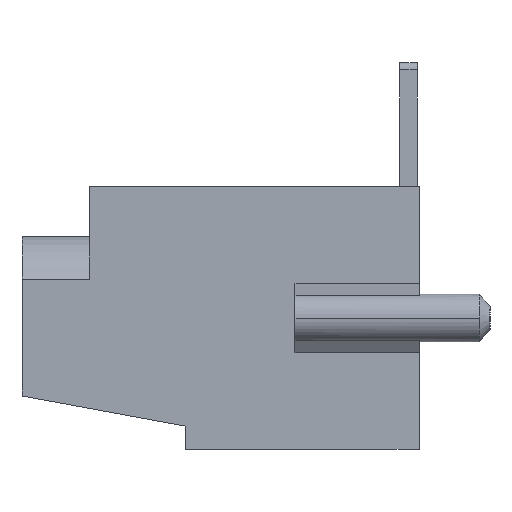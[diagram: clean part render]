
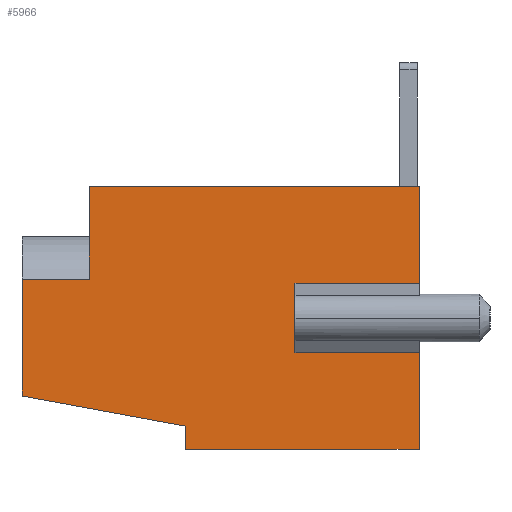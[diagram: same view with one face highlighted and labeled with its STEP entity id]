
A CAD part, left-side view. The second image highlights one B-rep face of the part: STEP entity #5966.
In plain terms, the highlighted planar face has unit normal (-1, 0, 0).
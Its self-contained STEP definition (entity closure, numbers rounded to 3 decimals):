
#7 = CARTESIAN_POINT ( 'NONE',  ( -3.6, 3.7, -4.65 ) ) ;
#17 = VERTEX_POINT ( 'NONE', #1161 ) ;
#129 = DIRECTION ( 'NONE',  ( 0., -0.182, 0.983 ) ) ;
#147 = VECTOR ( 'NONE', #6260, 1000. ) ;
#222 = ORIENTED_EDGE ( 'NONE', *, *, #1363, .F. ) ;
#498 = ORIENTED_EDGE ( 'NONE', *, *, #2930, .F. ) ;
#558 = AXIS2_PLACEMENT_3D ( 'NONE', #3341, #4396, #5015 ) ;
#567 = CARTESIAN_POINT ( 'NONE',  ( -3.6, 0., 4.65 ) ) ;
#713 = LINE ( 'NONE', #1278, #5121 ) ;
#820 = VERTEX_POINT ( 'NONE', #6390 ) ;
#932 = VECTOR ( 'NONE', #4343, 1000. ) ;
#986 = DIRECTION ( 'NONE',  ( 0., 0., -1. ) ) ;
#1009 = VECTOR ( 'NONE', #2351, 1000. ) ;
#1161 = CARTESIAN_POINT ( 'NONE',  ( -3.6, -3.7, 4.65 ) ) ;
#1278 = CARTESIAN_POINT ( 'NONE',  ( -3.6, 0.975, 0. ) ) ;
#1303 = CARTESIAN_POINT ( 'NONE',  ( -3.6, 0.975, -1.15 ) ) ;
#1306 = ORIENTED_EDGE ( 'NONE', *, *, #5008, .F. ) ;
#1337 = CARTESIAN_POINT ( 'NONE',  ( -3.6, 3.05, 1.95 ) ) ;
#1363 = EDGE_CURVE ( 'NONE', #1793, #6389, #1589, .T. ) ;
#1465 = ORIENTED_EDGE ( 'NONE', *, *, #4069, .F. ) ;
#1589 = LINE ( 'NONE', #5816, #147 ) ;
#1608 = LINE ( 'NONE', #1749, #3054 ) ;
#1696 = CARTESIAN_POINT ( 'NONE',  ( -3.6, -1.1, 6.55 ) ) ;
#1703 = VECTOR ( 'NONE', #6504, 1000. ) ;
#1726 = DIRECTION ( 'NONE',  ( 0., 0., 1. ) ) ;
#1734 = EDGE_CURVE ( 'NONE', #17, #6607, #6570, .T. ) ;
#1747 = CARTESIAN_POINT ( 'NONE',  ( -3.6, -3.7, -4.65 ) ) ;
#1749 = CARTESIAN_POINT ( 'NONE',  ( -3.6, -0.975, 0. ) ) ;
#1793 = VERTEX_POINT ( 'NONE', #2639 ) ;
#1799 = CARTESIAN_POINT ( 'NONE',  ( -3.6, -0.975, -4.65 ) ) ;
#1858 = DIRECTION ( 'NONE',  ( 0., 0., -1. ) ) ;
#2081 = DIRECTION ( 'NONE',  ( 0., 1., 0. ) ) ;
#2253 = VERTEX_POINT ( 'NONE', #3528 ) ;
#2342 = VECTOR ( 'NONE', #2822, 1000. ) ;
#2351 = DIRECTION ( 'NONE',  ( 0., 0., 1. ) ) ;
#2531 = EDGE_CURVE ( 'NONE', #6607, #3811, #3960, .T. ) ;
#2555 = LINE ( 'NONE', #6648, #1009 ) ;
#2639 = CARTESIAN_POINT ( 'NONE',  ( -3.6, 2.2, 6.55 ) ) ;
#2723 = ORIENTED_EDGE ( 'NONE', *, *, #1734, .F. ) ;
#2732 = VECTOR ( 'NONE', #2081, 1000. ) ;
#2812 = PLANE ( 'NONE',  #558 ) ;
#2822 = DIRECTION ( 'NONE',  ( 0., 1., 0. ) ) ;
#2915 = VECTOR ( 'NONE', #3068, 1000. ) ;
#2930 = EDGE_CURVE ( 'NONE', #4003, #6662, #2979, .T. ) ;
#2969 = EDGE_CURVE ( 'NONE', #3706, #4369, #5434, .T. ) ;
#2979 = LINE ( 'NONE', #6385, #2732 ) ;
#3054 = VECTOR ( 'NONE', #1726, 1000. ) ;
#3068 = DIRECTION ( 'NONE',  ( 0., 0., -1. ) ) ;
#3234 = ORIENTED_EDGE ( 'NONE', *, *, #6177, .F. ) ;
#3288 = ORIENTED_EDGE ( 'NONE', *, *, #3614, .T. ) ;
#3341 = CARTESIAN_POINT ( 'NONE',  ( -3.6, 0., 0. ) ) ;
#3492 = FACE_OUTER_BOUND ( 'NONE', #6157, .T. ) ;
#3528 = CARTESIAN_POINT ( 'NONE',  ( -3.6, -1.1, 4.65 ) ) ;
#3534 = CARTESIAN_POINT ( 'NONE',  ( -3.6, -0.975, -1.15 ) ) ;
#3614 = EDGE_CURVE ( 'NONE', #5275, #820, #4483, .T. ) ;
#3706 = VERTEX_POINT ( 'NONE', #5481 ) ;
#3721 = EDGE_CURVE ( 'NONE', #3811, #4003, #1608, .T. ) ;
#3756 = EDGE_CURVE ( 'NONE', #4369, #820, #2555, .T. ) ;
#3811 = VERTEX_POINT ( 'NONE', #1799 ) ;
#3879 = ORIENTED_EDGE ( 'NONE', *, *, #5151, .F. ) ;
#3915 = VECTOR ( 'NONE', #5279, 1000. ) ;
#3960 = LINE ( 'NONE', #5856, #2342 ) ;
#4003 = VERTEX_POINT ( 'NONE', #3534 ) ;
#4069 = EDGE_CURVE ( 'NONE', #6662, #3706, #713, .T. ) ;
#4343 = DIRECTION ( 'NONE',  ( 0., 1., 0. ) ) ;
#4369 = VERTEX_POINT ( 'NONE', #7 ) ;
#4396 = DIRECTION ( 'NONE',  ( 1., 0., 0. ) ) ;
#4422 = ORIENTED_EDGE ( 'NONE', *, *, #2969, .F. ) ;
#4483 = LINE ( 'NONE', #6561, #932 ) ;
#4622 = CARTESIAN_POINT ( 'NONE',  ( -3.6, -1.1, 0. ) ) ;
#4762 = CARTESIAN_POINT ( 'NONE',  ( -3.6, -3.7, 0. ) ) ;
#5008 = EDGE_CURVE ( 'NONE', #2253, #17, #5785, .T. ) ;
#5015 = DIRECTION ( 'NONE',  ( 0., 0., -1. ) ) ;
#5041 = CARTESIAN_POINT ( 'NONE',  ( -3.6, 3.05, 1.95 ) ) ;
#5098 = VECTOR ( 'NONE', #129, 1000. ) ;
#5121 = VECTOR ( 'NONE', #1858, 1000. ) ;
#5151 = EDGE_CURVE ( 'NONE', #5275, #1793, #6112, .T. ) ;
#5275 = VERTEX_POINT ( 'NONE', #1337 ) ;
#5279 = DIRECTION ( 'NONE',  ( 0., 1., 0. ) ) ;
#5434 = LINE ( 'NONE', #6449, #3915 ) ;
#5476 = ORIENTED_EDGE ( 'NONE', *, *, #3721, .F. ) ;
#5481 = CARTESIAN_POINT ( 'NONE',  ( -3.6, 0.975, -4.65 ) ) ;
#5785 = LINE ( 'NONE', #567, #1703 ) ;
#5816 = CARTESIAN_POINT ( 'NONE',  ( -3.6, 0., 6.55 ) ) ;
#5856 = CARTESIAN_POINT ( 'NONE',  ( -3.6, 0., -4.65 ) ) ;
#5901 = ORIENTED_EDGE ( 'NONE', *, *, #2531, .F. ) ;
#5966 = ADVANCED_FACE ( 'NONE', ( #3492 ), #2812, .F. ) ;
#6112 = LINE ( 'NONE', #5041, #5098 ) ;
#6157 = EDGE_LOOP ( 'NONE', ( #5901, #2723, #1306, #3234, #222, #3879, #3288, #6860, #4422, #1465, #498, #5476 ) ) ;
#6177 = EDGE_CURVE ( 'NONE', #6389, #2253, #6387, .T. ) ;
#6260 = DIRECTION ( 'NONE',  ( 0., -1., 0. ) ) ;
#6385 = CARTESIAN_POINT ( 'NONE',  ( -3.6, 0., -1.15 ) ) ;
#6387 = LINE ( 'NONE', #4622, #2915 ) ;
#6389 = VERTEX_POINT ( 'NONE', #1696 ) ;
#6390 = CARTESIAN_POINT ( 'NONE',  ( -3.6, 3.7, 1.95 ) ) ;
#6449 = CARTESIAN_POINT ( 'NONE',  ( -3.6, 0., -4.65 ) ) ;
#6499 = VECTOR ( 'NONE', #986, 1000. ) ;
#6504 = DIRECTION ( 'NONE',  ( 0., -1., 0. ) ) ;
#6561 = CARTESIAN_POINT ( 'NONE',  ( -3.6, 3.7, 1.95 ) ) ;
#6570 = LINE ( 'NONE', #4762, #6499 ) ;
#6607 = VERTEX_POINT ( 'NONE', #1747 ) ;
#6648 = CARTESIAN_POINT ( 'NONE',  ( -3.6, 3.7, 0. ) ) ;
#6662 = VERTEX_POINT ( 'NONE', #1303 ) ;
#6860 = ORIENTED_EDGE ( 'NONE', *, *, #3756, .F. ) ;
